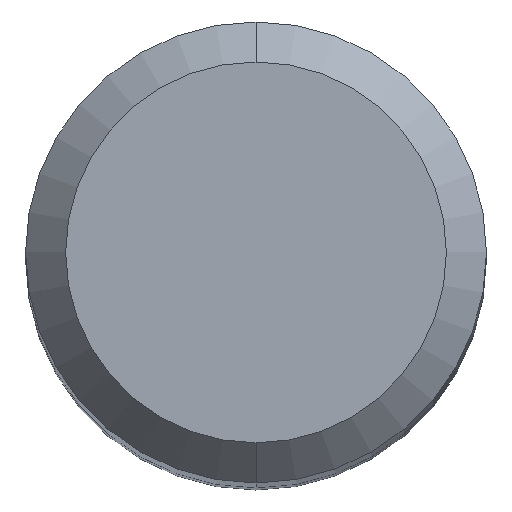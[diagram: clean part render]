
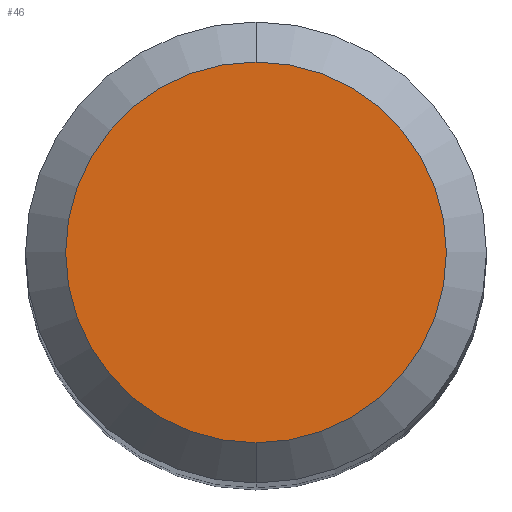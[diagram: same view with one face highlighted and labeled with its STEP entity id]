
A CAD part, top view. The second image highlights one B-rep face of the part: STEP entity #46.
In plain terms, the highlighted planar face has unit normal (0, 0, 1).
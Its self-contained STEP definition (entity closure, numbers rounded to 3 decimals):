
#9 = ORIENTED_EDGE ( 'NONE', *, *, #25, .F. ) ;
#11 = DIRECTION ( 'NONE',  ( 0., 0., -1. ) ) ;
#12 = EDGE_CURVE ( 'NONE', #309, #238, #76, .T. ) ;
#15 = FACE_OUTER_BOUND ( 'NONE', #318, .T. ) ;
#25 = EDGE_CURVE ( 'NONE', #238, #309, #310, .T. ) ;
#46 = ADVANCED_FACE ( 'NONE', ( #15 ), #224, .F. ) ;
#76 = CIRCLE ( 'NONE', #333, 3.8 ) ;
#83 = CARTESIAN_POINT ( 'NONE',  ( 0., 0., 84. ) ) ;
#99 = CARTESIAN_POINT ( 'NONE',  ( 0., 3.8, 84. ) ) ;
#113 = DIRECTION ( 'NONE',  ( 0., 1., 0. ) ) ;
#117 = AXIS2_PLACEMENT_3D ( 'NONE', #156, #166, #138 ) ;
#138 = DIRECTION ( 'NONE',  ( 0., 1., 0. ) ) ;
#156 = CARTESIAN_POINT ( 'NONE',  ( 0., 0., 84. ) ) ;
#160 = DIRECTION ( 'NONE',  ( 0., 0., -1. ) ) ;
#161 = AXIS2_PLACEMENT_3D ( 'NONE', #323, #11, #113 ) ;
#166 = DIRECTION ( 'NONE',  ( 0., 0., -1. ) ) ;
#169 = CARTESIAN_POINT ( 'NONE',  ( 0., -3.8, 84. ) ) ;
#224 = PLANE ( 'NONE',  #161 ) ;
#238 = VERTEX_POINT ( 'NONE', #99 ) ;
#270 = DIRECTION ( 'NONE',  ( 0., 1., 0. ) ) ;
#294 = ORIENTED_EDGE ( 'NONE', *, *, #12, .F. ) ;
#309 = VERTEX_POINT ( 'NONE', #169 ) ;
#310 = CIRCLE ( 'NONE', #117, 3.8 ) ;
#318 = EDGE_LOOP ( 'NONE', ( #9, #294 ) ) ;
#323 = CARTESIAN_POINT ( 'NONE',  ( 0., 0., 84. ) ) ;
#333 = AXIS2_PLACEMENT_3D ( 'NONE', #83, #160, #270 ) ;
